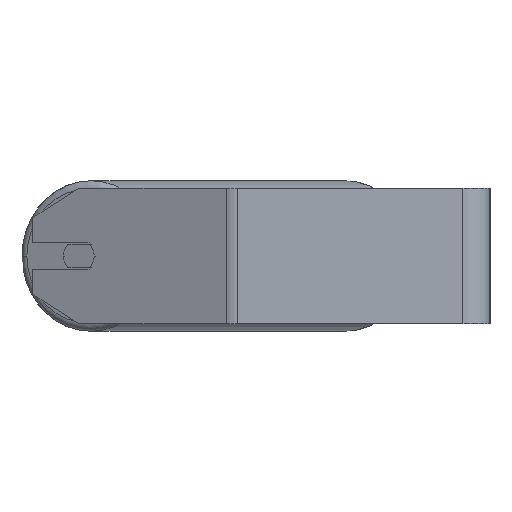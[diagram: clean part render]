
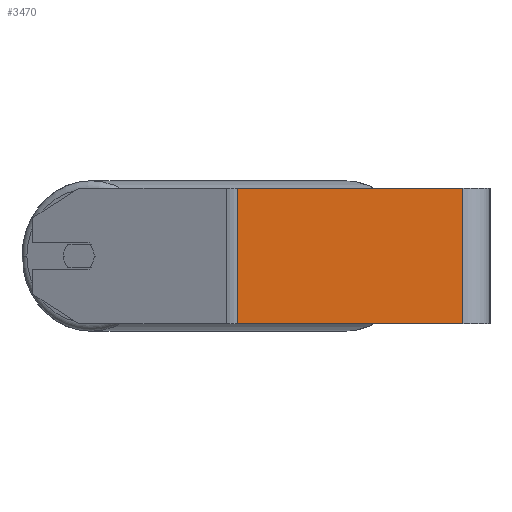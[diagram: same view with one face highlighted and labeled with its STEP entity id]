
A CAD part, left-side view. The second image highlights one B-rep face of the part: STEP entity #3470.
In plain terms, the highlighted planar face has unit normal (-1, 0, 0).
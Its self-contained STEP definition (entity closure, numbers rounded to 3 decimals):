
#224 = VERTEX_POINT ( 'NONE', #4397 ) ;
#272 = VECTOR ( 'NONE', #6805, 1000. ) ;
#595 = LINE ( 'NONE', #5090, #272 ) ;
#679 = DIRECTION ( 'NONE',  ( 0., 0., -1. ) ) ;
#683 = VERTEX_POINT ( 'NONE', #2690 ) ;
#736 = ORIENTED_EDGE ( 'NONE', *, *, #6785, .F. ) ;
#811 = CARTESIAN_POINT ( 'NONE',  ( -405., 152.773, 40. ) ) ;
#1210 = VECTOR ( 'NONE', #1295, 1000. ) ;
#1239 = PLANE ( 'NONE',  #3331 ) ;
#1295 = DIRECTION ( 'NONE',  ( 0., -1., 0. ) ) ;
#1539 = CARTESIAN_POINT ( 'NONE',  ( -405., 16., -40. ) ) ;
#1909 = VECTOR ( 'NONE', #2445, 1000. ) ;
#2445 = DIRECTION ( 'NONE',  ( 0., -1., 0. ) ) ;
#2551 = CARTESIAN_POINT ( 'NONE',  ( -405., 152.773, -40. ) ) ;
#2690 = CARTESIAN_POINT ( 'NONE',  ( -405., 16., 40. ) ) ;
#3193 = CARTESIAN_POINT ( 'NONE',  ( -405., 149.226, 40. ) ) ;
#3235 = EDGE_LOOP ( 'NONE', ( #6605, #6541, #736, #5236 ) ) ;
#3331 = AXIS2_PLACEMENT_3D ( 'NONE', #3466, #5737, #679 ) ;
#3466 = CARTESIAN_POINT ( 'NONE',  ( -405., 152.773, 40. ) ) ;
#3470 = ADVANCED_FACE ( 'NONE', ( #6291 ), #1239, .F. ) ;
#4104 = CARTESIAN_POINT ( 'NONE',  ( -405., 149.226, -40. ) ) ;
#4148 = EDGE_CURVE ( 'NONE', #224, #6451, #5498, .T. ) ;
#4397 = CARTESIAN_POINT ( 'NONE',  ( -405., 149.226, 40. ) ) ;
#5090 = CARTESIAN_POINT ( 'NONE',  ( -405., 16., 40. ) ) ;
#5236 = ORIENTED_EDGE ( 'NONE', *, *, #4148, .T. ) ;
#5498 = LINE ( 'NONE', #3193, #6430 ) ;
#5571 = DIRECTION ( 'NONE',  ( 0., 0., -1. ) ) ;
#5628 = VERTEX_POINT ( 'NONE', #1539 ) ;
#5737 = DIRECTION ( 'NONE',  ( 1., 0., 0. ) ) ;
#5866 = LINE ( 'NONE', #811, #1210 ) ;
#5923 = LINE ( 'NONE', #2551, #1909 ) ;
#6291 = FACE_OUTER_BOUND ( 'NONE', #3235, .T. ) ;
#6430 = VECTOR ( 'NONE', #5571, 1000. ) ;
#6451 = VERTEX_POINT ( 'NONE', #4104 ) ;
#6513 = EDGE_CURVE ( 'NONE', #6451, #5628, #5923, .T. ) ;
#6541 = ORIENTED_EDGE ( 'NONE', *, *, #6655, .F. ) ;
#6605 = ORIENTED_EDGE ( 'NONE', *, *, #6513, .T. ) ;
#6655 = EDGE_CURVE ( 'NONE', #683, #5628, #595, .T. ) ;
#6785 = EDGE_CURVE ( 'NONE', #224, #683, #5866, .T. ) ;
#6805 = DIRECTION ( 'NONE',  ( 0., 0., -1. ) ) ;
